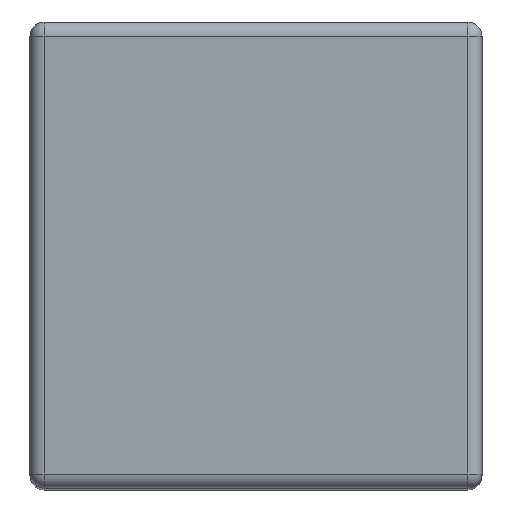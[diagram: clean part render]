
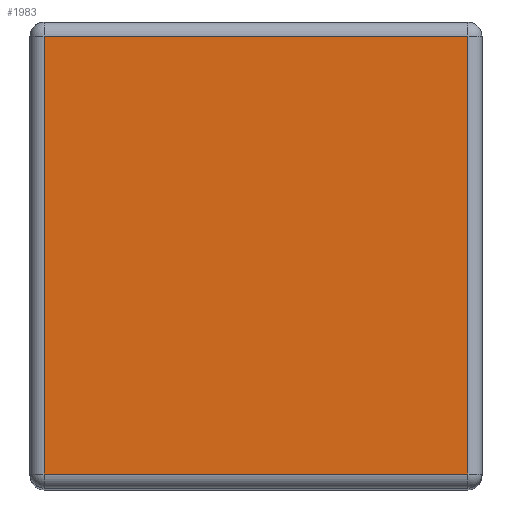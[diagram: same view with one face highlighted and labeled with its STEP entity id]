
A CAD part, top view. The second image highlights one B-rep face of the part: STEP entity #1983.
In plain terms, the highlighted planar face has unit normal (0, 0, 1).
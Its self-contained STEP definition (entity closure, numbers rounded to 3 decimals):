
#923=DIRECTION('',(1.,0.,0.));
#924=VECTOR('',#923,15.);
#925=CARTESIAN_POINT('',(-7.5,16.,19.25));
#926=LINE('',#925,#924);
#930=DIRECTION('',(0.,-1.,0.));
#931=VECTOR('',#930,15.5);
#932=CARTESIAN_POINT('',(7.5,16.,19.25));
#933=LINE('',#932,#931);
#937=DIRECTION('',(-1.,0.,0.));
#938=VECTOR('',#937,15.);
#939=CARTESIAN_POINT('',(7.5,0.5,19.25));
#940=LINE('',#939,#938);
#944=DIRECTION('',(0.,-1.,0.));
#945=VECTOR('',#944,15.5);
#946=CARTESIAN_POINT('',(-7.5,16.,19.25));
#947=LINE('',#946,#945);
#1131=CARTESIAN_POINT('',(-7.5,16.,19.25));
#1132=CARTESIAN_POINT('',(7.5,16.,19.25));
#1133=VERTEX_POINT('',#1131);
#1134=VERTEX_POINT('',#1132);
#1137=CARTESIAN_POINT('',(-7.5,0.5,19.25));
#1138=VERTEX_POINT('',#1137);
#1141=CARTESIAN_POINT('',(7.5,0.5,19.25));
#1142=VERTEX_POINT('',#1141);
#1970=CARTESIAN_POINT('',(-8.,0.,19.25));
#1971=DIRECTION('',(0.,0.,1.));
#1972=DIRECTION('',(1.,0.,0.));
#1973=AXIS2_PLACEMENT_3D('',#1970,#1971,#1972);
#1974=PLANE('',#1973);
#1975=ORIENTED_EDGE('',*,*,#1961,.T.);
#1977=ORIENTED_EDGE('',*,*,#1976,.T.);
#1978=ORIENTED_EDGE('',*,*,#1593,.T.);
#1980=ORIENTED_EDGE('',*,*,#1979,.F.);
#1981=EDGE_LOOP('',(#1975,#1977,#1978,#1980));
#1982=FACE_OUTER_BOUND('',#1981,.F.);
#1983=ADVANCED_FACE('',(#1982),#1974,.T.);
#1593=EDGE_CURVE('',#1142,#1138,#940,.T.);
#1961=EDGE_CURVE('',#1133,#1134,#926,.T.);
#1976=EDGE_CURVE('',#1134,#1142,#933,.T.);
#1979=EDGE_CURVE('',#1133,#1138,#947,.T.);
